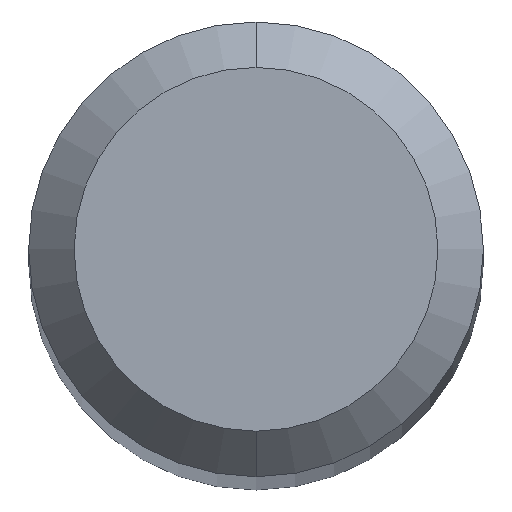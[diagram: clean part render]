
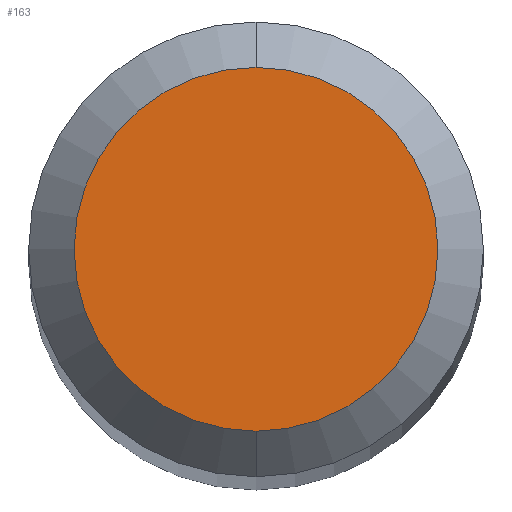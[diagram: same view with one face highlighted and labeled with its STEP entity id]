
A CAD part, top view. The second image highlights one B-rep face of the part: STEP entity #163.
In plain terms, the highlighted planar face has unit normal (0, 0, 1).
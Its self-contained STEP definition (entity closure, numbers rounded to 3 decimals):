
#16 = AXIS2_PLACEMENT_3D ( 'NONE', #124, #138, #40 ) ;
#20 = DIRECTION ( 'NONE',  ( 0., 0., -1. ) ) ;
#34 = CIRCLE ( 'NONE', #16, 2.418 ) ;
#40 = DIRECTION ( 'NONE',  ( 0., 1., 0. ) ) ;
#41 = CARTESIAN_POINT ( 'NONE',  ( 0., 2.418, 0. ) ) ;
#53 = DIRECTION ( 'NONE',  ( 0., 0., 1. ) ) ;
#55 = CARTESIAN_POINT ( 'NONE',  ( 0., -2.418, 0. ) ) ;
#59 = AXIS2_PLACEMENT_3D ( 'NONE', #105, #20, #135 ) ;
#82 = ORIENTED_EDGE ( 'NONE', *, *, #155, .T. ) ;
#87 = CIRCLE ( 'NONE', #117, 2.418 ) ;
#88 = FACE_OUTER_BOUND ( 'NONE', #191, .T. ) ;
#94 = PLANE ( 'NONE',  #59 ) ;
#105 = CARTESIAN_POINT ( 'NONE',  ( 0., 3.023, 0. ) ) ;
#108 = VERTEX_POINT ( 'NONE', #41 ) ;
#109 = ORIENTED_EDGE ( 'NONE', *, *, #166, .T. ) ;
#117 = AXIS2_PLACEMENT_3D ( 'NONE', #150, #53, #152 ) ;
#124 = CARTESIAN_POINT ( 'NONE',  ( 0., 0., 0. ) ) ;
#135 = DIRECTION ( 'NONE',  ( 0., 1., 0. ) ) ;
#138 = DIRECTION ( 'NONE',  ( 0., 0., 1. ) ) ;
#150 = CARTESIAN_POINT ( 'NONE',  ( 0., 0., 0. ) ) ;
#152 = DIRECTION ( 'NONE',  ( 0., 1., 0. ) ) ;
#155 = EDGE_CURVE ( 'NONE', #165, #108, #87, .T. ) ;
#163 = ADVANCED_FACE ( 'NONE', ( #88 ), #94, .F. ) ;
#165 = VERTEX_POINT ( 'NONE', #55 ) ;
#166 = EDGE_CURVE ( 'NONE', #108, #165, #34, .T. ) ;
#191 = EDGE_LOOP ( 'NONE', ( #109, #82 ) ) ;
